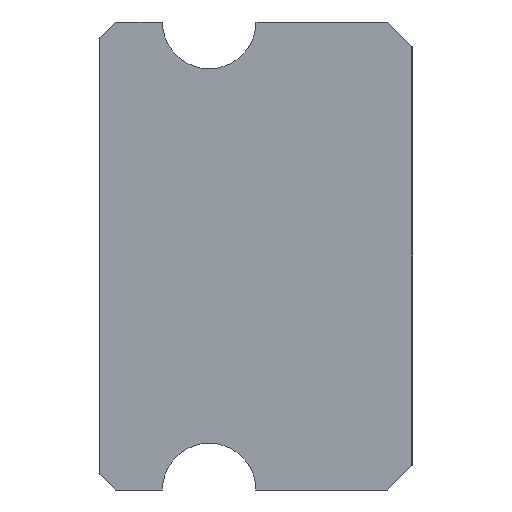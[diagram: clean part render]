
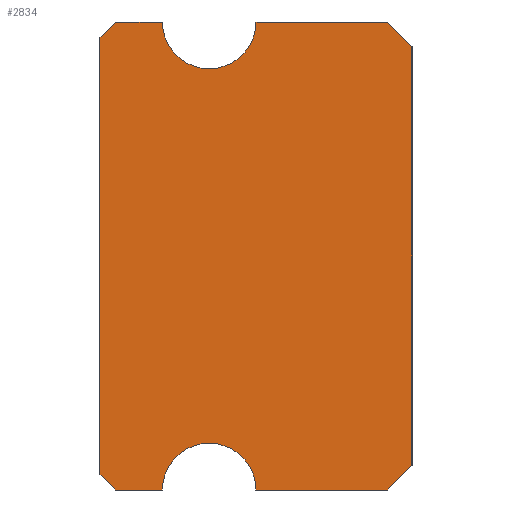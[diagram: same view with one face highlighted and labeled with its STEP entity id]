
A CAD part, left-side view. The second image highlights one B-rep face of the part: STEP entity #2834.
In plain terms, the highlighted face is planar.
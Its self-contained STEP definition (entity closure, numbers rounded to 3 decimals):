
#59=CIRCLE('',#2978,1.5);
#60=CIRCLE('',#2979,1.5);
#371=FACE_OUTER_BOUND('',#528,.T.);
#528=EDGE_LOOP('',(#2561,#2562,#2563,#2564,#2565,#2566,#2567,#2568,#2569,
#2570,#2571,#2572));
#788=LINE('',#6047,#1066);
#792=LINE('',#6056,#1070);
#796=LINE('',#6065,#1074);
#800=LINE('',#6074,#1078);
#803=LINE('',#6078,#1081);
#804=LINE('',#6080,#1082);
#805=LINE('',#6082,#1083);
#806=LINE('',#6085,#1084);
#807=LINE('',#6087,#1085);
#808=LINE('',#6090,#1086);
#1066=VECTOR('',#3435,10.);
#1070=VECTOR('',#3441,10.);
#1074=VECTOR('',#3447,10.);
#1078=VECTOR('',#3453,10.);
#1081=VECTOR('',#3458,14.2);
#1082=VECTOR('',#3461,14.2);
#1083=VECTOR('',#3462,4.6);
#1084=VECTOR('',#3465,1.6);
#1085=VECTOR('',#3466,1.6);
#1086=VECTOR('',#3469,4.6);
#1352=VERTEX_POINT('',#6044);
#1353=VERTEX_POINT('',#6046);
#1356=VERTEX_POINT('',#6053);
#1357=VERTEX_POINT('',#6055);
#1360=VERTEX_POINT('',#6062);
#1361=VERTEX_POINT('',#6064);
#1364=VERTEX_POINT('',#6071);
#1365=VERTEX_POINT('',#6073);
#1366=VERTEX_POINT('',#6081);
#1367=VERTEX_POINT('',#6083);
#1368=VERTEX_POINT('',#6086);
#1369=VERTEX_POINT('',#6088);
#1754=EDGE_CURVE('',#1353,#1352,#788,.T.);
#1758=EDGE_CURVE('',#1357,#1356,#792,.T.);
#1762=EDGE_CURVE('',#1361,#1360,#796,.T.);
#1766=EDGE_CURVE('',#1365,#1364,#800,.T.);
#1769=EDGE_CURVE('',#1361,#1364,#803,.F.);
#1770=EDGE_CURVE('',#1353,#1356,#804,.F.);
#1771=EDGE_CURVE('',#1366,#1352,#805,.F.);
#1772=EDGE_CURVE('',#1366,#1367,#59,.T.);
#1773=EDGE_CURVE('',#1365,#1367,#806,.F.);
#1774=EDGE_CURVE('',#1368,#1360,#807,.F.);
#1775=EDGE_CURVE('',#1368,#1369,#60,.T.);
#1776=EDGE_CURVE('',#1357,#1369,#808,.F.);
#2561=ORIENTED_EDGE('',*,*,#1758,.T.);
#2562=ORIENTED_EDGE('',*,*,#1770,.F.);
#2563=ORIENTED_EDGE('',*,*,#1754,.T.);
#2564=ORIENTED_EDGE('',*,*,#1771,.F.);
#2565=ORIENTED_EDGE('',*,*,#1772,.T.);
#2566=ORIENTED_EDGE('',*,*,#1773,.F.);
#2567=ORIENTED_EDGE('',*,*,#1766,.T.);
#2568=ORIENTED_EDGE('',*,*,#1769,.F.);
#2569=ORIENTED_EDGE('',*,*,#1762,.T.);
#2570=ORIENTED_EDGE('',*,*,#1774,.F.);
#2571=ORIENTED_EDGE('',*,*,#1775,.T.);
#2572=ORIENTED_EDGE('',*,*,#1776,.F.);
#2690=PLANE('',#2977);
#2834=ADVANCED_FACE('',(#371),#2690,.F.);
#2977=AXIS2_PLACEMENT_3D('',#6079,#3459,#3460);
#2978=AXIS2_PLACEMENT_3D('',#6084,#3463,#3464);
#2979=AXIS2_PLACEMENT_3D('',#6089,#3467,#3468);
#3435=DIRECTION('',(0.707,0.707,0.));
#3441=DIRECTION('',(0.707,-0.707,0.));
#3447=DIRECTION('',(-0.707,-0.707,0.));
#3453=DIRECTION('',(-0.707,0.707,0.));
#3458=DIRECTION('',(-1.,0.,0.));
#3459=DIRECTION('center_axis',(0.,0.,-1.));
#3460=DIRECTION('ref_axis',(-1.,0.,0.));
#3461=DIRECTION('',(1.,0.,0.));
#3462=DIRECTION('',(0.,1.,0.));
#3463=DIRECTION('center_axis',(0.,0.,-1.));
#3464=DIRECTION('ref_axis',(-1.,0.,0.));
#3465=DIRECTION('',(0.,1.,0.));
#3466=DIRECTION('',(0.,-1.,0.));
#3467=DIRECTION('center_axis',(0.,0.,-1.));
#3468=DIRECTION('ref_axis',(-1.,0.,0.));
#3469=DIRECTION('',(0.,-1.,0.));
#6044=CARTESIAN_POINT('',(7.5,0.8,-15.1));
#6046=CARTESIAN_POINT('',(6.7,0.,-15.1));
#6047=CARTESIAN_POINT('',(5.275,-1.425,-15.1));
#6053=CARTESIAN_POINT('',(-6.7,0.,-15.1));
#6055=CARTESIAN_POINT('',(-7.5,0.8,-15.1));
#6056=CARTESIAN_POINT('',(-5.175,-1.525,-15.1));
#6062=CARTESIAN_POINT('',(-7.5,9.5,-15.1));
#6064=CARTESIAN_POINT('',(-7.,10.,-15.1));
#6065=CARTESIAN_POINT('',(-7.5,9.5,-15.1));
#6071=CARTESIAN_POINT('',(7.,10.,-15.1));
#6073=CARTESIAN_POINT('',(7.5,9.5,-15.1));
#6074=CARTESIAN_POINT('',(8.25,8.75,-15.1));
#6078=CARTESIAN_POINT('',(4.25,10.,-15.1));
#6079=CARTESIAN_POINT('Origin',(1.,0.,-15.1));
#6080=CARTESIAN_POINT('',(1.15,0.,-15.1));
#6081=CARTESIAN_POINT('',(7.5,5.,-15.1));
#6082=CARTESIAN_POINT('',(7.5,0.,-15.1));
#6083=CARTESIAN_POINT('',(7.5,8.,-15.1));
#6084=CARTESIAN_POINT('Origin',(7.5,6.5,-15.1));
#6085=CARTESIAN_POINT('',(7.5,4.,-15.1));
#6086=CARTESIAN_POINT('',(-7.5,8.,-15.1));
#6087=CARTESIAN_POINT('',(-7.5,5.,-15.1));
#6088=CARTESIAN_POINT('',(-7.5,5.,-15.1));
#6089=CARTESIAN_POINT('Origin',(-7.5,6.5,-15.1));
#6090=CARTESIAN_POINT('',(-7.5,2.5,-15.1));
